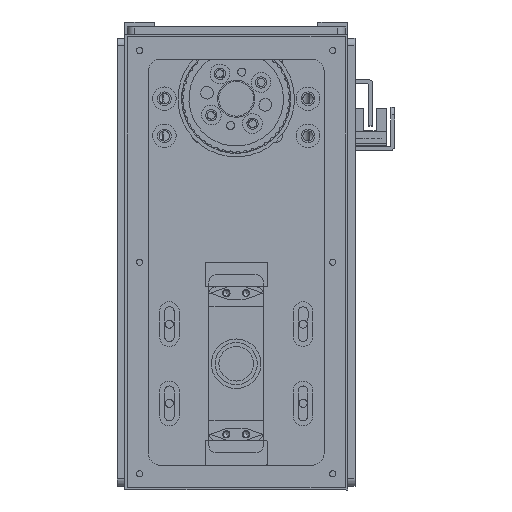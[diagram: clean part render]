
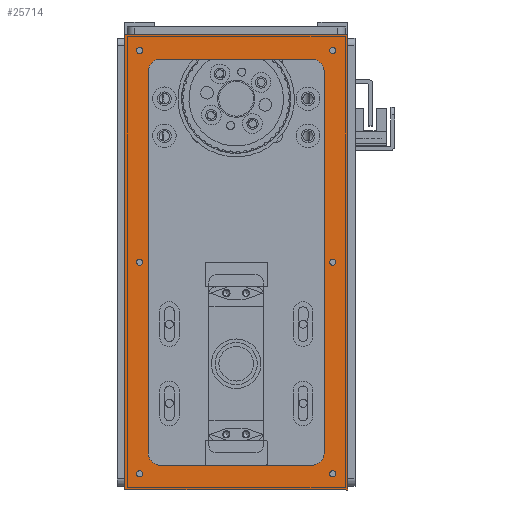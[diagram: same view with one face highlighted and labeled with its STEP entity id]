
A CAD part, left-side view. The second image highlights one B-rep face of the part: STEP entity #25714.
In plain terms, the highlighted face is planar.
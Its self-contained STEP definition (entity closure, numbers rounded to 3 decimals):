
#925=FACE_BOUND('',#5088,.T.);
#926=FACE_BOUND('',#5089,.T.);
#927=FACE_BOUND('',#5090,.T.);
#928=FACE_BOUND('',#5091,.T.);
#929=FACE_BOUND('',#5092,.T.);
#930=FACE_BOUND('',#5093,.T.);
#931=FACE_BOUND('',#5094,.T.);
#1507=PLANE('',#28524);
#3346=FACE_OUTER_BOUND('',#5087,.T.);
#5087=EDGE_LOOP('',(#22640,#22641,#22642,#22643));
#5088=EDGE_LOOP('',(#22644));
#5089=EDGE_LOOP('',(#22645));
#5090=EDGE_LOOP('',(#22646));
#5091=EDGE_LOOP('',(#22647));
#5092=EDGE_LOOP('',(#22648));
#5093=EDGE_LOOP('',(#22649));
#5094=EDGE_LOOP('',(#22650,#22651,#22652,#22653,#22654,#22655,#22656,#22657));
#7078=LINE('',#43436,#9121);
#7084=LINE('',#43451,#9127);
#7088=LINE('',#43463,#9131);
#7091=LINE('',#43472,#9134);
#7168=LINE('',#43741,#9211);
#7172=LINE('',#43749,#9215);
#7175=LINE('',#43755,#9218);
#7178=LINE('',#43760,#9221);
#9121=VECTOR('',#34853,10.);
#9127=VECTOR('',#34867,10.);
#9131=VECTOR('',#34879,10.);
#9134=VECTOR('',#34890,10.);
#9211=VECTOR('',#35171,10.);
#9215=VECTOR('',#35177,10.);
#9218=VECTOR('',#35182,10.);
#9221=VECTOR('',#35187,10.);
#10555=CIRCLE('',#28403,5.);
#10557=CIRCLE('',#28407,5.);
#10559=CIRCLE('',#28411,5.);
#10561=CIRCLE('',#28415,5.);
#10575=CIRCLE('',#28437,1.23);
#10577=CIRCLE('',#28440,1.23);
#10579=CIRCLE('',#28443,1.23);
#10581=CIRCLE('',#28446,1.23);
#10583=CIRCLE('',#28449,1.23);
#10585=CIRCLE('',#28452,1.23);
#12857=VERTEX_POINT('',#43426);
#12858=VERTEX_POINT('',#43427);
#12861=VERTEX_POINT('',#43435);
#12863=VERTEX_POINT('',#43441);
#12864=VERTEX_POINT('',#43442);
#12867=VERTEX_POINT('',#43453);
#12868=VERTEX_POINT('',#43454);
#12871=VERTEX_POINT('',#43465);
#12885=VERTEX_POINT('',#43510);
#12887=VERTEX_POINT('',#43516);
#12889=VERTEX_POINT('',#43522);
#12891=VERTEX_POINT('',#43528);
#12893=VERTEX_POINT('',#43534);
#12895=VERTEX_POINT('',#43540);
#12961=VERTEX_POINT('',#43739);
#12962=VERTEX_POINT('',#43740);
#12965=VERTEX_POINT('',#43748);
#12967=VERTEX_POINT('',#43754);
#16136=EDGE_CURVE('',#12857,#12858,#10555,.T.);
#16140=EDGE_CURVE('',#12861,#12858,#7078,.T.);
#16143=EDGE_CURVE('',#12863,#12864,#10557,.T.);
#16148=EDGE_CURVE('',#12857,#12864,#7084,.T.);
#16149=EDGE_CURVE('',#12867,#12868,#10559,.T.);
#16154=EDGE_CURVE('',#12863,#12868,#7088,.T.);
#16155=EDGE_CURVE('',#12861,#12871,#10561,.T.);
#16159=EDGE_CURVE('',#12867,#12871,#7091,.T.);
#16178=EDGE_CURVE('',#12885,#12885,#10575,.T.);
#16181=EDGE_CURVE('',#12887,#12887,#10577,.T.);
#16184=EDGE_CURVE('',#12889,#12889,#10579,.T.);
#16187=EDGE_CURVE('',#12891,#12891,#10581,.T.);
#16190=EDGE_CURVE('',#12893,#12893,#10583,.T.);
#16193=EDGE_CURVE('',#12895,#12895,#10585,.T.);
#16292=EDGE_CURVE('',#12961,#12962,#7168,.T.);
#16296=EDGE_CURVE('',#12965,#12961,#7172,.T.);
#16299=EDGE_CURVE('',#12967,#12965,#7175,.T.);
#16302=EDGE_CURVE('',#12962,#12967,#7178,.T.);
#22640=ORIENTED_EDGE('',*,*,#16302,.F.);
#22641=ORIENTED_EDGE('',*,*,#16292,.F.);
#22642=ORIENTED_EDGE('',*,*,#16296,.F.);
#22643=ORIENTED_EDGE('',*,*,#16299,.F.);
#22644=ORIENTED_EDGE('',*,*,#16178,.T.);
#22645=ORIENTED_EDGE('',*,*,#16181,.T.);
#22646=ORIENTED_EDGE('',*,*,#16184,.T.);
#22647=ORIENTED_EDGE('',*,*,#16187,.T.);
#22648=ORIENTED_EDGE('',*,*,#16190,.T.);
#22649=ORIENTED_EDGE('',*,*,#16193,.T.);
#22650=ORIENTED_EDGE('',*,*,#16140,.T.);
#22651=ORIENTED_EDGE('',*,*,#16136,.F.);
#22652=ORIENTED_EDGE('',*,*,#16148,.T.);
#22653=ORIENTED_EDGE('',*,*,#16143,.F.);
#22654=ORIENTED_EDGE('',*,*,#16154,.T.);
#22655=ORIENTED_EDGE('',*,*,#16149,.F.);
#22656=ORIENTED_EDGE('',*,*,#16159,.T.);
#22657=ORIENTED_EDGE('',*,*,#16155,.F.);
#25714=ADVANCED_FACE('',(#3346,#925,#926,#927,#928,#929,#930,#931),#1507,
 .T.);
#28403=AXIS2_PLACEMENT_3D('',#43428,#34845,#34846);
#28407=AXIS2_PLACEMENT_3D('',#43443,#34858,#34859);
#28411=AXIS2_PLACEMENT_3D('',#43455,#34870,#34871);
#28415=AXIS2_PLACEMENT_3D('',#43466,#34882,#34883);
#28437=AXIS2_PLACEMENT_3D('',#43511,#34935,#34936);
#28440=AXIS2_PLACEMENT_3D('',#43517,#34942,#34943);
#28443=AXIS2_PLACEMENT_3D('',#43523,#34949,#34950);
#28446=AXIS2_PLACEMENT_3D('',#43529,#34956,#34957);
#28449=AXIS2_PLACEMENT_3D('',#43535,#34963,#34964);
#28452=AXIS2_PLACEMENT_3D('',#43541,#34970,#34971);
#28524=AXIS2_PLACEMENT_3D('',#43763,#35191,#35192);
#34845=DIRECTION('center_axis',(0.,0.,1.));
#34846=DIRECTION('ref_axis',(0.707,0.707,0.));
#34853=DIRECTION('',(1.,0.,0.));
#34858=DIRECTION('center_axis',(0.,0.,1.));
#34859=DIRECTION('ref_axis',(0.707,-0.707,0.));
#34867=DIRECTION('',(0.,-1.,0.));
#34870=DIRECTION('center_axis',(0.,0.,1.));
#34871=DIRECTION('ref_axis',(-0.707,-0.707,0.));
#34879=DIRECTION('',(-1.,0.,0.));
#34882=DIRECTION('center_axis',(0.,0.,1.));
#34883=DIRECTION('ref_axis',(-0.707,0.707,0.));
#34890=DIRECTION('',(0.,1.,0.));
#34935=DIRECTION('center_axis',(0.,0.,-1.));
#34936=DIRECTION('ref_axis',(1.,0.,0.));
#34942=DIRECTION('center_axis',(0.,0.,-1.));
#34943=DIRECTION('ref_axis',(1.,0.,0.));
#34949=DIRECTION('center_axis',(0.,0.,-1.));
#34950=DIRECTION('ref_axis',(1.,0.,0.));
#34956=DIRECTION('center_axis',(0.,0.,-1.));
#34957=DIRECTION('ref_axis',(1.,0.,0.));
#34963=DIRECTION('center_axis',(0.,0.,-1.));
#34964=DIRECTION('ref_axis',(1.,0.,0.));
#34970=DIRECTION('center_axis',(0.,0.,-1.));
#34971=DIRECTION('ref_axis',(1.,0.,0.));
#35171=DIRECTION('',(0.,1.,0.));
#35177=DIRECTION('',(-1.,0.,0.));
#35182=DIRECTION('',(0.,-1.,0.));
#35187=DIRECTION('',(1.,0.,0.));
#35191=DIRECTION('center_axis',(0.,0.,1.));
#35192=DIRECTION('ref_axis',(1.,0.,0.));
#43426=CARTESIAN_POINT('',(82.,30.5,0.));
#43427=CARTESIAN_POINT('',(77.,35.5,0.));
#43428=CARTESIAN_POINT('Origin',(77.,30.5,0.));
#43435=CARTESIAN_POINT('',(-77.,35.5,0.));
#43436=CARTESIAN_POINT('',(-41.,35.5,0.));
#43441=CARTESIAN_POINT('',(77.,-35.5,0.));
#43442=CARTESIAN_POINT('',(82.,-30.5,0.));
#43443=CARTESIAN_POINT('Origin',(77.,-30.5,0.));
#43451=CARTESIAN_POINT('',(82.,17.75,0.));
#43453=CARTESIAN_POINT('',(-82.,-30.5,0.));
#43454=CARTESIAN_POINT('',(-77.,-35.5,0.));
#43455=CARTESIAN_POINT('Origin',(-77.,-30.5,0.));
#43463=CARTESIAN_POINT('',(41.,-35.5,0.));
#43465=CARTESIAN_POINT('',(-82.,30.5,0.));
#43466=CARTESIAN_POINT('Origin',(-77.,30.5,0.));
#43472=CARTESIAN_POINT('',(-82.,-17.75,0.));
#43510=CARTESIAN_POINT('',(84.271,39.,0.));
#43511=CARTESIAN_POINT('Origin',(85.5,39.,0.));
#43516=CARTESIAN_POINT('',(-1.23,-39.,0.));
#43517=CARTESIAN_POINT('Origin',(0.,-39.,0.));
#43522=CARTESIAN_POINT('',(-86.73,39.,0.));
#43523=CARTESIAN_POINT('Origin',(-85.5,39.,0.));
#43528=CARTESIAN_POINT('',(-86.73,-39.,0.));
#43529=CARTESIAN_POINT('Origin',(-85.5,-39.,0.));
#43534=CARTESIAN_POINT('',(84.271,-39.,0.));
#43535=CARTESIAN_POINT('Origin',(85.5,-39.,0.));
#43540=CARTESIAN_POINT('',(-1.23,39.,0.));
#43541=CARTESIAN_POINT('Origin',(0.,39.,0.));
#43739=CARTESIAN_POINT('',(-92.,-45.,0.));
#43740=CARTESIAN_POINT('',(-92.,45.,0.));
#43741=CARTESIAN_POINT('',(-92.,-45.,0.));
#43748=CARTESIAN_POINT('',(92.,-45.,0.));
#43749=CARTESIAN_POINT('',(92.,-45.,0.));
#43754=CARTESIAN_POINT('',(92.,45.,0.));
#43755=CARTESIAN_POINT('',(92.,45.,0.));
#43760=CARTESIAN_POINT('',(-92.,45.,0.));
#43763=CARTESIAN_POINT('Origin',(0.,0.,
0.));
